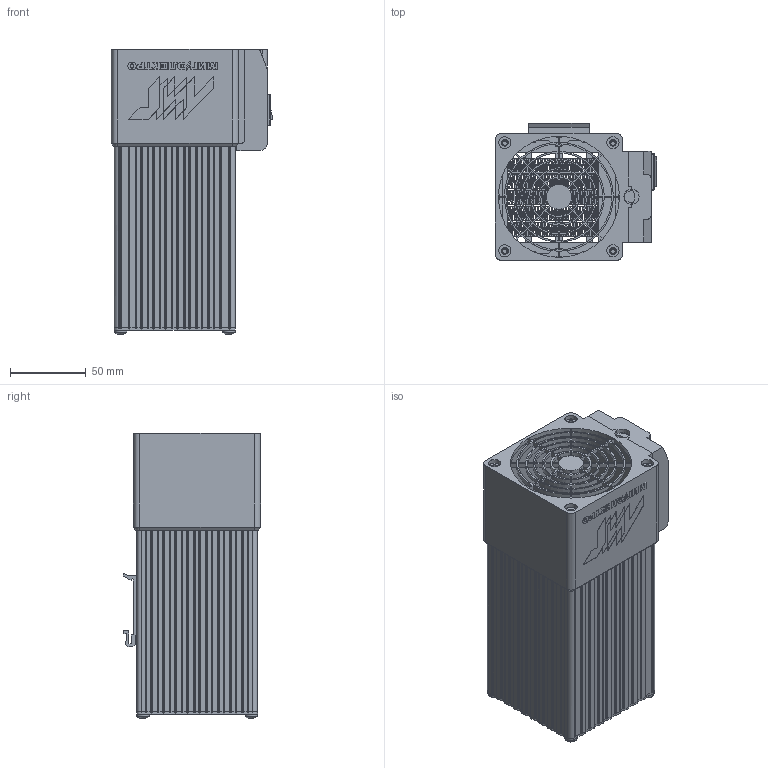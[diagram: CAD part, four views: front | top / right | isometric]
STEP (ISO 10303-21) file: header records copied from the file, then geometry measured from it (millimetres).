
FILE_DESCRIPTION(/* description */ (''),/* implementation_level */ '2;1');
FILE_NAME(/* name */ 'MHP-250.stp',/* time_stamp */ '2023-12-20T17:04:27+03:00',/* author */ ('Василий'),/* organization */ (''),/* preprocessor_version */ 'ST-DEVELOPER v18.1',/* originating_system */ 'Autodesk Inventor 2022',/* authorisation */ '');
FILE_SCHEMA (('AUTOMOTIVE_DESIGN { 1 0 10303 214 3 1 1 }'));
Products named in the file (1): MHP-250.Пр
Bounding box: 106.64 x 90.97 x 188.53 mm (x, y, z)
Volume: 265519.3 mm3; surface area: 265919.3 mm2
Topology: 8 solids, 8 shells, 3388 faces, 10127 edges, 6574 vertices
Faces by surface type: plane 2273, cylinder 790, bspline 278, cone 31, sphere 8, torus 8
Full cylindrical faces by diameter (mm): 1.5 x2, 2.5 x4, 2.8 x6, 3.385 x17, 3.5 x2, 4 x4, 4.062 x17, 4.2 x4, 4.4 x2, 4.5 x7, 4.7 x1, 5.8 x4, 6.771 x2, 6.8 x2, 7 x4, 8 x8, 9.477 x2, 10 x1
Entity records: 168471 total; most frequent: CARTESIAN_POINT 74595, ORIENTED_EDGE 20262, DIRECTION 16399, EDGE_CURVE 10131, LINE 7149, VECTOR 7149, VERTEX_POINT 6574, AXIS2_PLACEMENT_3D 4625
